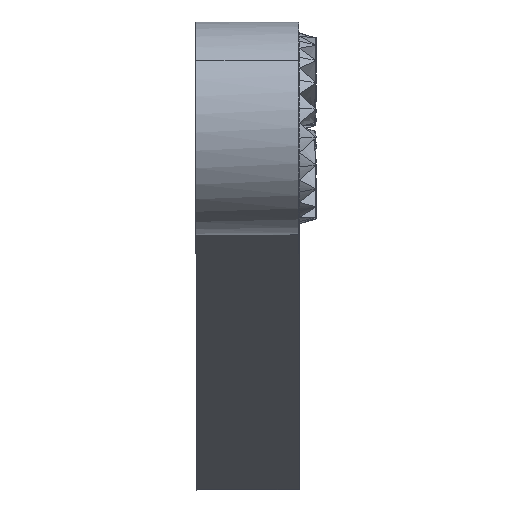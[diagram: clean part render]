
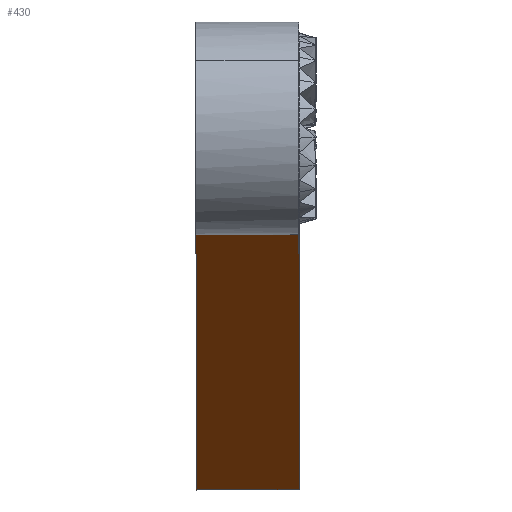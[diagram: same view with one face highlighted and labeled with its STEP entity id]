
A CAD part, front view. The second image highlights one B-rep face of the part: STEP entity #430.
In plain terms, the highlighted planar face has unit normal (0, -0.575, -0.818).
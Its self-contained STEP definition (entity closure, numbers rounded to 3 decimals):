
#96=CARTESIAN_POINT('',(-55.805,243.715,-21.627));
#97=VERTEX_POINT('',#96);
#104=CARTESIAN_POINT('',(-55.76,314.447,-71.378));
#105=VERTEX_POINT('',#104);
#106=CARTESIAN_POINT('',(-55.805,243.715,-21.627));
#107=DIRECTION('',(0.001,0.818,-0.575));
#108=VECTOR('',#107,86.477);
#109=LINE('',#106,#108);
#110=EDGE_CURVE('',#97,#105,#109,.T.);
#258=CARTESIAN_POINT('',(-70.76,314.458,-71.379));
#259=VERTEX_POINT('',#258);
#266=CARTESIAN_POINT('',(-70.805,243.727,-21.628));
#267=VERTEX_POINT('',#266);
#268=CARTESIAN_POINT('',(-70.805,243.727,-21.628));
#269=DIRECTION('',(0.001,0.818,-0.575));
#270=VECTOR('',#269,86.476);
#271=LINE('',#268,#270);
#272=EDGE_CURVE('',#267,#259,#271,.T.);
#324=CARTESIAN_POINT('',(-55.76,314.447,-71.378));
#325=DIRECTION('',(-1.,0.001,0.));
#326=VECTOR('',#325,15.);
#327=LINE('',#324,#326);
#328=EDGE_CURVE('',#105,#259,#327,.T.);
#414=CARTESIAN_POINT('',(-55.781,280.176,-47.273));
#415=DIRECTION('',(0.,0.575,0.818));
#416=DIRECTION('',(1.,-0.001,0.));
#417=AXIS2_PLACEMENT_3D('',#414,#415,#416);
#418=PLANE('',#417);
#419=ORIENTED_EDGE('',*,*,#272,.T.);
#420=ORIENTED_EDGE('',*,*,#328,.F.);
#421=ORIENTED_EDGE('',*,*,#110,.F.);
#422=CARTESIAN_POINT('',(-70.805,243.727,-21.628));
#423=DIRECTION('',(1.,-0.001,0.));
#424=VECTOR('',#423,15.);
#425=LINE('',#422,#424);
#426=EDGE_CURVE('',#267,#97,#425,.T.);
#427=ORIENTED_EDGE('',*,*,#426,.F.);
#428=EDGE_LOOP('',(#419,#420,#421,#427));
#429=FACE_BOUND('',#428,.T.);
#430=ADVANCED_FACE('',(#429),#418,.F.);
